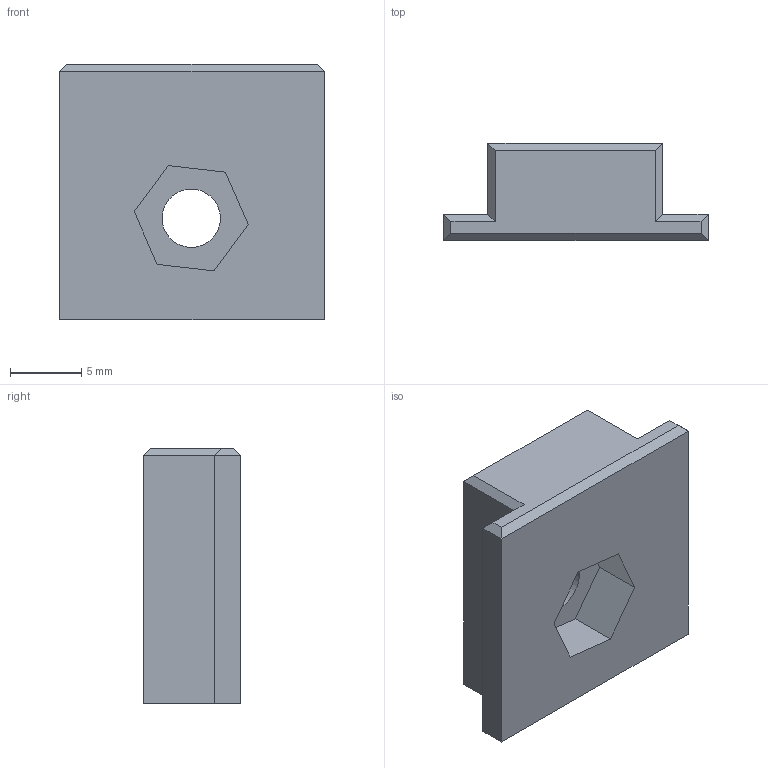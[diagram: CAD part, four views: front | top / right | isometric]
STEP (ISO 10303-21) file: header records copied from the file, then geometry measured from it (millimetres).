
FILE_DESCRIPTION (( 'STEP AP214' ), '1' );
FILE_NAME ('Tilt Camera Mount.STEP', '2021-04-19T14:55:26', ( '' ), ( '' ), 'SwSTEP 2.0', 'SolidWorks 2019', '' );
FILE_SCHEMA (( 'AUTOMOTIVE_DESIGN' ));
Length unit declared in the file: millimetre
Products named in the file (1): Tilt Camera Mount
Bounding box: 18.6 x 6.85 x 18 mm (x, y, z)
Volume: 1527.4 mm3; surface area: 1194.3 mm2
Topology: 1 solids, 1 shells, 27 faces, 64 edges, 40 vertices
Faces by surface type: plane 25, cylinder 2
Entity records: 796 total; most frequent: CARTESIAN_POINT 132, ORIENTED_EDGE 128, DIRECTION 124, EDGE_CURVE 64, VECTOR 60, LINE 60, VERTEX_POINT 40, AXIS2_PLACEMENT_3D 32
